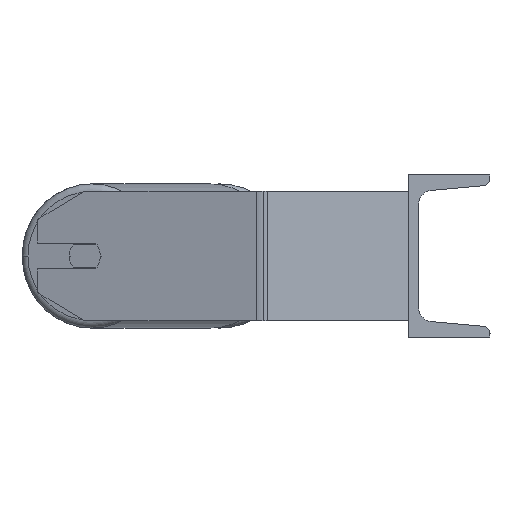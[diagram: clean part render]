
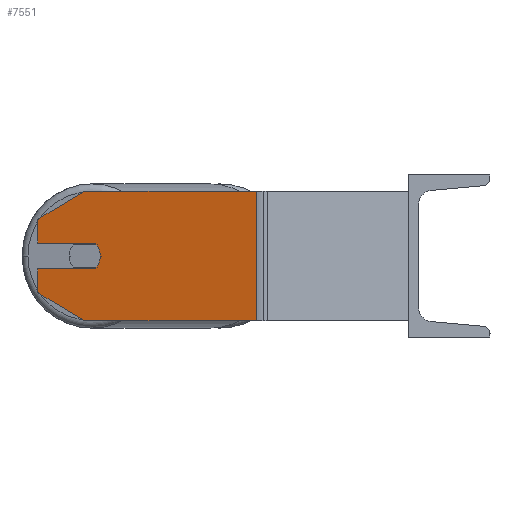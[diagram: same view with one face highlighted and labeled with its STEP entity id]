
A CAD part, left-side view. The second image highlights one B-rep face of the part: STEP entity #7551.
In plain terms, the highlighted planar face has unit normal (-0.966, 0.259, 0).
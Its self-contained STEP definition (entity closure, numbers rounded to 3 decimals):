
#88 = CARTESIAN_POINT ( 'NONE',  ( -500.084, 94.179, 40. ) ) ;
#161 = VERTEX_POINT ( 'NONE', #1834 ) ;
#216 = VECTOR ( 'NONE', #7930, 1000. ) ;
#254 = FACE_OUTER_BOUND ( 'NONE', #4429, .T. ) ;
#330 = DIRECTION ( 'NONE',  ( 0., 0., -1. ) ) ;
#380 = LINE ( 'NONE', #4537, #3589 ) ;
#425 = LINE ( 'NONE', #1067, #7738 ) ;
#945 = PLANE ( 'NONE',  #2165 ) ;
#1058 = VERTEX_POINT ( 'NONE', #4729 ) ;
#1061 = ORIENTED_EDGE ( 'NONE', *, *, #1663, .T. ) ;
#1067 = CARTESIAN_POINT ( 'NONE',  ( -500.084, 94.179, 40. ) ) ;
#1275 = CIRCLE ( 'NONE', #6441, 10. ) ;
#1408 = CARTESIAN_POINT ( 'NONE',  ( -471.695, 200.127, 0. ) ) ;
#1503 = ORIENTED_EDGE ( 'NONE', *, *, #2491, .T. ) ;
#1527 = VERTEX_POINT ( 'NONE', #9020 ) ;
#1560 = CARTESIAN_POINT ( 'NONE',  ( -463.931, 229.105, -22.679 ) ) ;
#1567 = ORIENTED_EDGE ( 'NONE', *, *, #4858, .T. ) ;
#1663 = EDGE_CURVE ( 'NONE', #1058, #7820, #5209, .T. ) ;
#1679 = VECTOR ( 'NONE', #3348, 1000. ) ;
#1831 = VECTOR ( 'NONE', #4431, 1000. ) ;
#1834 = CARTESIAN_POINT ( 'NONE',  ( -471.695, 200.127, 40. ) ) ;
#1935 = VECTOR ( 'NONE', #5333, 1000. ) ;
#2042 = EDGE_CURVE ( 'NONE', #4115, #7820, #8713, .T. ) ;
#2045 = ORIENTED_EDGE ( 'NONE', *, *, #8845, .F. ) ;
#2165 = AXIS2_PLACEMENT_3D ( 'NONE', #5904, #6597, #4543 ) ;
#2217 = DIRECTION ( 'NONE',  ( -0.259, -0.966, 0. ) ) ;
#2296 = ORIENTED_EDGE ( 'NONE', *, *, #4884, .F. ) ;
#2316 = EDGE_CURVE ( 'NONE', #161, #2950, #5290, .T. ) ;
#2391 = CARTESIAN_POINT ( 'NONE',  ( -463.931, 229.105, 40. ) ) ;
#2491 = EDGE_CURVE ( 'NONE', #3362, #9002, #5832, .T. ) ;
#2568 = CARTESIAN_POINT ( 'NONE',  ( -463.931, 229.105, -8. ) ) ;
#2847 = CARTESIAN_POINT ( 'NONE',  ( -463.931, 229.105, -40. ) ) ;
#2856 = VERTEX_POINT ( 'NONE', #4184 ) ;
#2857 = CIRCLE ( 'NONE', #5242, 10. ) ;
#2875 = EDGE_CURVE ( 'NONE', #3571, #3362, #4054, .T. ) ;
#2950 = VERTEX_POINT ( 'NONE', #88 ) ;
#3166 = ORIENTED_EDGE ( 'NONE', *, *, #2875, .T. ) ;
#3193 = CARTESIAN_POINT ( 'NONE',  ( -473.248, 194.332, 8. ) ) ;
#3209 = VECTOR ( 'NONE', #5767, 1000. ) ;
#3348 = DIRECTION ( 'NONE',  ( -0.224, -0.837, -0.5 ) ) ;
#3362 = VERTEX_POINT ( 'NONE', #4865 ) ;
#3571 = VERTEX_POINT ( 'NONE', #1560 ) ;
#3589 = VECTOR ( 'NONE', #3867, 1000. ) ;
#3610 = CARTESIAN_POINT ( 'NONE',  ( -463.931, 229.105, 40. ) ) ;
#3692 = DIRECTION ( 'NONE',  ( -0.259, -0.966, 0. ) ) ;
#3867 = DIRECTION ( 'NONE',  ( 0.224, 0.837, -0.5 ) ) ;
#4054 = LINE ( 'NONE', #8419, #1679 ) ;
#4115 = VERTEX_POINT ( 'NONE', #3193 ) ;
#4184 = CARTESIAN_POINT ( 'NONE',  ( -473.248, 194.332, -8. ) ) ;
#4429 = EDGE_LOOP ( 'NONE', ( #8141, #3166, #1503, #7126, #8601, #1567, #1061, #7234, #8008, #2296, #2045 ) ) ;
#4431 = DIRECTION ( 'NONE',  ( -0.259, -0.966, 0. ) ) ;
#4537 = CARTESIAN_POINT ( 'NONE',  ( -463.931, 229.105, 22.679 ) ) ;
#4543 = DIRECTION ( 'NONE',  ( 0.259, 0.966, 0. ) ) ;
#4729 = CARTESIAN_POINT ( 'NONE',  ( -463.931, 229.105, 22.679 ) ) ;
#4858 = EDGE_CURVE ( 'NONE', #161, #1058, #380, .T. ) ;
#4865 = CARTESIAN_POINT ( 'NONE',  ( -471.695, 200.127, -40. ) ) ;
#4884 = EDGE_CURVE ( 'NONE', #2856, #1527, #2857, .T. ) ;
#5040 = CARTESIAN_POINT ( 'NONE',  ( -463.931, 229.105, 40. ) ) ;
#5059 = LINE ( 'NONE', #5759, #9110 ) ;
#5080 = DIRECTION ( 'NONE',  ( 0., 0., -1. ) ) ;
#5209 = LINE ( 'NONE', #3610, #3209 ) ;
#5223 = LINE ( 'NONE', #5040, #7774 ) ;
#5242 = AXIS2_PLACEMENT_3D ( 'NONE', #8714, #6029, #3692 ) ;
#5290 = LINE ( 'NONE', #2391, #1935 ) ;
#5333 = DIRECTION ( 'NONE',  ( -0.259, -0.966, 0. ) ) ;
#5489 = VERTEX_POINT ( 'NONE', #2568 ) ;
#5759 = CARTESIAN_POINT ( 'NONE',  ( -473.248, 194.332, -8. ) ) ;
#5767 = DIRECTION ( 'NONE',  ( 0., 0., -1. ) ) ;
#5800 = CARTESIAN_POINT ( 'NONE',  ( -463.931, 229.105, 8. ) ) ;
#5832 = LINE ( 'NONE', #2847, #1831 ) ;
#5903 = EDGE_CURVE ( 'NONE', #1527, #4115, #1275, .T. ) ;
#5904 = CARTESIAN_POINT ( 'NONE',  ( -463.931, 229.105, 40. ) ) ;
#6029 = DIRECTION ( 'NONE',  ( -0.966, 0.259, 0. ) ) ;
#6441 = AXIS2_PLACEMENT_3D ( 'NONE', #1408, #7094, #2217 ) ;
#6537 = DIRECTION ( 'NONE',  ( -0.259, -0.966, 0. ) ) ;
#6597 = DIRECTION ( 'NONE',  ( 0.966, -0.259, 0. ) ) ;
#7050 = CARTESIAN_POINT ( 'NONE',  ( -463.931, 229.105, 8. ) ) ;
#7094 = DIRECTION ( 'NONE',  ( -0.966, 0.259, 0. ) ) ;
#7126 = ORIENTED_EDGE ( 'NONE', *, *, #8192, .F. ) ;
#7234 = ORIENTED_EDGE ( 'NONE', *, *, #2042, .F. ) ;
#7551 = ADVANCED_FACE ( 'NONE', ( #254 ), #945, .F. ) ;
#7738 = VECTOR ( 'NONE', #330, 1000. ) ;
#7774 = VECTOR ( 'NONE', #5080, 1000. ) ;
#7820 = VERTEX_POINT ( 'NONE', #7050 ) ;
#7930 = DIRECTION ( 'NONE',  ( 0.259, 0.966, 0. ) ) ;
#8008 = ORIENTED_EDGE ( 'NONE', *, *, #5903, .F. ) ;
#8141 = ORIENTED_EDGE ( 'NONE', *, *, #8394, .T. ) ;
#8192 = EDGE_CURVE ( 'NONE', #2950, #9002, #425, .T. ) ;
#8394 = EDGE_CURVE ( 'NONE', #5489, #3571, #5223, .T. ) ;
#8419 = CARTESIAN_POINT ( 'NONE',  ( -471.695, 200.127, -40. ) ) ;
#8601 = ORIENTED_EDGE ( 'NONE', *, *, #2316, .F. ) ;
#8713 = LINE ( 'NONE', #5800, #216 ) ;
#8714 = CARTESIAN_POINT ( 'NONE',  ( -471.695, 200.127, 0. ) ) ;
#8845 = EDGE_CURVE ( 'NONE', #5489, #2856, #5059, .T. ) ;
#8944 = CARTESIAN_POINT ( 'NONE',  ( -500.084, 94.179, -40. ) ) ;
#9002 = VERTEX_POINT ( 'NONE', #8944 ) ;
#9020 = CARTESIAN_POINT ( 'NONE',  ( -474.283, 190.468, 0. ) ) ;
#9110 = VECTOR ( 'NONE', #6537, 1000. ) ;
